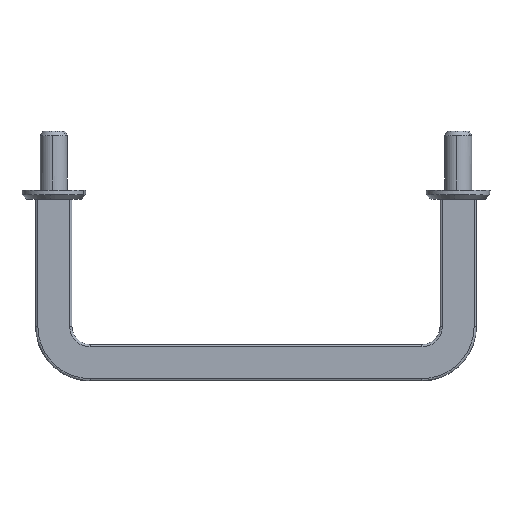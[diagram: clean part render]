
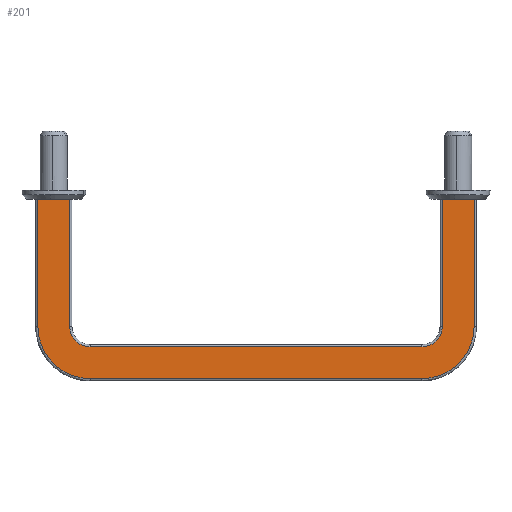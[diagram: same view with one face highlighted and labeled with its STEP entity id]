
A CAD part, top view. The second image highlights one B-rep face of the part: STEP entity #201.
In plain terms, the highlighted face is planar.
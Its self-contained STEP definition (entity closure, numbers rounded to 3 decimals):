
#201=ADVANCED_FACE('',(#558),#557,.T.);
#557=PLANE('',#1132);
#558=FACE_OUTER_BOUND('',#1133,.T.);
#1129=CARTESIAN_POINT('',(57.6,4.,11.05));
#1130=DIRECTION('',(0.,1.,0.));
#1131=DIRECTION('',(-1.,0.,0.));
#1132=AXIS2_PLACEMENT_3D('',#1129,#1130,#1131);
#1133=EDGE_LOOP('',(#1359,#1360,#1361,#1362,#1363,#1364,#1365,#1366,#1367,#1368,#1369,#1370));
#1359=ORIENTED_EDGE('',*,*,#1538,.T.);
#1360=ORIENTED_EDGE('',*,*,#1524,.T.);
#1361=ORIENTED_EDGE('',*,*,#1510,.T.);
#1362=ORIENTED_EDGE('',*,*,#1496,.T.);
#1363=ORIENTED_EDGE('',*,*,#1478,.T.);
#1364=ORIENTED_EDGE('',*,*,#1540,.F.);
#1365=ORIENTED_EDGE('',*,*,#1480,.F.);
#1366=ORIENTED_EDGE('',*,*,#1498,.F.);
#1367=ORIENTED_EDGE('',*,*,#1512,.F.);
#1368=ORIENTED_EDGE('',*,*,#1526,.F.);
#1369=ORIENTED_EDGE('',*,*,#1541,.F.);
#1370=ORIENTED_EDGE('',*,*,#1542,.T.);
#1478=EDGE_CURVE('',#1754,#1747,#1755,.T.);
#1480=EDGE_CURVE('',#1767,#1768,#1769,.T.);
#1496=EDGE_CURVE('',#1875,#1754,#1876,.T.);
#1498=EDGE_CURVE('',#1888,#1767,#1889,.T.);
#1510=EDGE_CURVE('',#1967,#1875,#1968,.T.);
#1512=EDGE_CURVE('',#1980,#1888,#1981,.T.);
#1524=EDGE_CURVE('',#2059,#1967,#2060,.T.);
#1526=EDGE_CURVE('',#2072,#1980,#2073,.T.);
#1538=EDGE_CURVE('',#2151,#2059,#2152,.T.);
#1540=EDGE_CURVE('',#1768,#1747,#2164,.T.);
#1541=EDGE_CURVE('',#2170,#2072,#2171,.T.);
#1542=EDGE_CURVE('',#2170,#2151,#2177,.T.);
#1747=VERTEX_POINT('',#2477);
#1754=VERTEX_POINT('',#2482);
#1755=LINE('',#2483,#2484);
#1767=VERTEX_POINT('',#2490);
#1768=VERTEX_POINT('',#2491);
#1769=LINE('',#2492,#2493);
#1875=VERTEX_POINT('',#2558);
#1876=CIRCLE('',#2562,11.5);
#1888=VERTEX_POINT('',#2567);
#1889=CIRCLE('',#2571,4.5);
#1967=VERTEX_POINT('',#2618);
#1968=LINE('',#2619,#2620);
#1980=VERTEX_POINT('',#2626);
#1981=LINE('',#2627,#2628);
#2059=VERTEX_POINT('',#2674);
#2060=CIRCLE('',#2678,11.5);
#2072=VERTEX_POINT('',#2683);
#2073=CIRCLE('',#2687,4.5);
#2151=VERTEX_POINT('',#2734);
#2152=LINE('',#2735,#2736);
#2164=LINE('',#2742,#2743);
#2170=VERTEX_POINT('',#2745);
#2171=LINE('',#2746,#2747);
#2177=LINE('',#2749,#2750);
#2477=CARTESIAN_POINT('',(48.,4.,15.));
#2482=CARTESIAN_POINT('',(48.,4.,43.));
#2483=CARTESIAN_POINT('',(48.,4.,43.));
#2484=VECTOR('',#2485,28.);
#2485=DIRECTION('',(0.,0.,-1.));
#2490=CARTESIAN_POINT('',(41.,4.,43.));
#2491=CARTESIAN_POINT('',(41.,4.,15.));
#2492=CARTESIAN_POINT('',(41.,4.,43.));
#2493=VECTOR('',#2494,28.);
#2494=DIRECTION('',(0.,0.,-1.));
#2558=CARTESIAN_POINT('',(36.5,4.,54.5));
#2559=CARTESIAN_POINT('',(36.5,4.,43.));
#2560=DIRECTION('',(0.,1.,0.));
#2561=DIRECTION('',(0.,0.,-1.));
#2562=AXIS2_PLACEMENT_3D('',#2559,#2560,#2561);
#2567=CARTESIAN_POINT('',(36.5,4.,47.5));
#2568=CARTESIAN_POINT('',(36.5,4.,43.));
#2569=DIRECTION('',(0.,1.,0.));
#2570=DIRECTION('',(0.,0.,-1.));
#2571=AXIS2_PLACEMENT_3D('',#2568,#2569,#2570);
#2618=CARTESIAN_POINT('',(-36.5,4.,54.5));
#2619=CARTESIAN_POINT('',(-36.5,4.,54.5));
#2620=VECTOR('',#2621,73.);
#2621=DIRECTION('',(1.,0.,0.));
#2626=CARTESIAN_POINT('',(-36.5,4.,47.5));
#2627=CARTESIAN_POINT('',(-36.5,4.,47.5));
#2628=VECTOR('',#2629,73.);
#2629=DIRECTION('',(1.,0.,0.));
#2674=CARTESIAN_POINT('',(-48.,4.,43.));
#2675=CARTESIAN_POINT('',(-36.5,4.,43.));
#2676=DIRECTION('',(0.,1.,0.));
#2677=DIRECTION('',(1.,0.,0.));
#2678=AXIS2_PLACEMENT_3D('',#2675,#2676,#2677);
#2683=CARTESIAN_POINT('',(-41.,4.,43.));
#2684=CARTESIAN_POINT('',(-36.5,4.,43.));
#2685=DIRECTION('',(0.,1.,0.));
#2686=DIRECTION('',(1.,0.,0.));
#2687=AXIS2_PLACEMENT_3D('',#2684,#2685,#2686);
#2734=CARTESIAN_POINT('',(-48.,4.,15.));
#2735=CARTESIAN_POINT('',(-48.,4.,15.));
#2736=VECTOR('',#2737,28.);
#2737=DIRECTION('',(0.,0.,1.));
#2742=CARTESIAN_POINT('',(41.,4.,15.));
#2743=VECTOR('',#2744,7.);
#2744=DIRECTION('',(1.,0.,0.));
#2745=CARTESIAN_POINT('',(-41.,4.,15.));
#2746=CARTESIAN_POINT('',(-41.,4.,15.));
#2747=VECTOR('',#2748,28.);
#2748=DIRECTION('',(0.,0.,1.));
#2749=CARTESIAN_POINT('',(-41.,4.,15.));
#2750=VECTOR('',#2751,7.);
#2751=DIRECTION('',(-1.,0.,0.));
